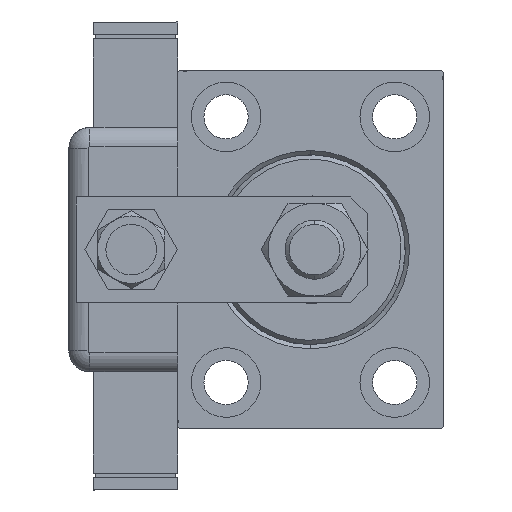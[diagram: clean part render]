
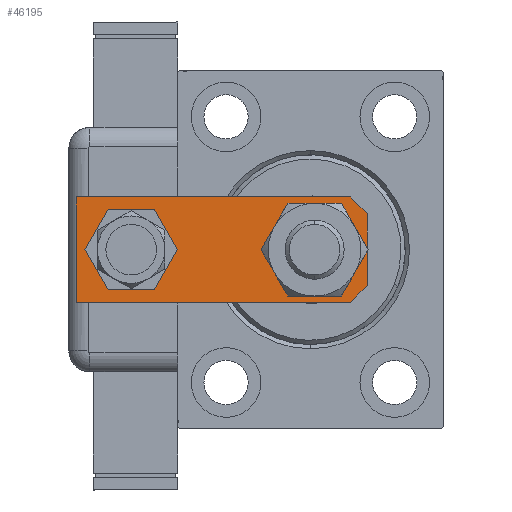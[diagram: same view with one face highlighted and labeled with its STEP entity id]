
A CAD part, left-side view. The second image highlights one B-rep face of the part: STEP entity #46195.
In plain terms, the highlighted face is planar.
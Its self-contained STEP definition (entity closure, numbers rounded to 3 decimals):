
#184 = VECTOR ( 'NONE', #32816, 1000. ) ;
#906 = ORIENTED_EDGE ( 'NONE', *, *, #60189, .T. ) ;
#1449 = DIRECTION ( 'NONE',  ( 1., 0., 0. ) ) ;
#1667 = AXIS2_PLACEMENT_3D ( 'NONE', #32716, #38334, #48035 ) ;
#1763 = DIRECTION ( 'NONE',  ( 0., 0., 1. ) ) ;
#2542 = CARTESIAN_POINT ( 'NONE',  ( 7., 56., 0. ) ) ;
#4389 = LINE ( 'NONE', #18509, #37829 ) ;
#4444 = CIRCLE ( 'NONE', #57518, 7. ) ;
#5565 = CIRCLE ( 'NONE', #31633, 7. ) ;
#7080 = PLANE ( 'NONE',  #12861 ) ;
#8229 = ORIENTED_EDGE ( 'NONE', *, *, #33155, .T. ) ;
#8373 = VERTEX_POINT ( 'NONE', #61691 ) ;
#10558 = CARTESIAN_POINT ( 'NONE',  ( 0., 12.5, 0. ) ) ;
#10821 = LINE ( 'NONE', #29966, #60829 ) ;
#11011 = DIRECTION ( 'NONE',  ( 0., 0., 1. ) ) ;
#11177 = ORIENTED_EDGE ( 'NONE', *, *, #53752, .T. ) ;
#11471 = FACE_BOUND ( 'NONE', #41802, .T. ) ;
#11902 = VERTEX_POINT ( 'NONE', #36594 ) ;
#12049 = CARTESIAN_POINT ( 'NONE',  ( 0., 12.5, 0. ) ) ;
#12252 = VERTEX_POINT ( 'NONE', #24789 ) ;
#12550 = CARTESIAN_POINT ( 'NONE',  ( 12.5, 4., 0. ) ) ;
#12861 = AXIS2_PLACEMENT_3D ( 'NONE', #25594, #1763, #1449 ) ;
#12980 = EDGE_CURVE ( 'NONE', #36871, #57582, #61623, .T. ) ;
#13689 = CARTESIAN_POINT ( 'NONE',  ( 12.5, 69., 0. ) ) ;
#14157 = CARTESIAN_POINT ( 'NONE',  ( -8.5, 0., 0. ) ) ;
#15877 = ORIENTED_EDGE ( 'NONE', *, *, #58526, .F. ) ;
#16131 = DIRECTION ( 'NONE',  ( 1., 0., 0. ) ) ;
#16255 = VERTEX_POINT ( 'NONE', #53150 ) ;
#16703 = AXIS2_PLACEMENT_3D ( 'NONE', #12049, #44659, #16131 ) ;
#18509 = CARTESIAN_POINT ( 'NONE',  ( -8.5, 0., 0. ) ) ;
#18818 = CIRCLE ( 'NONE', #1667, 7. ) ;
#21392 = CARTESIAN_POINT ( 'NONE',  ( -12.5, 69., 0. ) ) ;
#23831 = DIRECTION ( 'NONE',  ( -0.707, 0.707, 0. ) ) ;
#23837 = VERTEX_POINT ( 'NONE', #14157 ) ;
#23967 = LINE ( 'NONE', #46854, #57902 ) ;
#24678 = EDGE_CURVE ( 'NONE', #24888, #11902, #31847, .T. ) ;
#24743 = ORIENTED_EDGE ( 'NONE', *, *, #59292, .T. ) ;
#24789 = CARTESIAN_POINT ( 'NONE',  ( -12.5, 4., 0. ) ) ;
#24888 = VERTEX_POINT ( 'NONE', #12550 ) ;
#25594 = CARTESIAN_POINT ( 'NONE',  ( 0., 0., 0. ) ) ;
#27121 = VECTOR ( 'NONE', #46235, 1000. ) ;
#27193 = EDGE_LOOP ( 'NONE', ( #906, #8229 ) ) ;
#27650 = LINE ( 'NONE', #56766, #27777 ) ;
#27758 = DIRECTION ( 'NONE',  ( 0., -1., 0. ) ) ;
#27777 = VECTOR ( 'NONE', #41760, 1000. ) ;
#29077 = DIRECTION ( 'NONE',  ( 1., 0., 0. ) ) ;
#29966 = CARTESIAN_POINT ( 'NONE',  ( 12.5, 0., 0. ) ) ;
#30150 = DIRECTION ( 'NONE',  ( 1., 0., 0. ) ) ;
#31633 = AXIS2_PLACEMENT_3D ( 'NONE', #39548, #11011, #30150 ) ;
#31847 = LINE ( 'NONE', #51565, #27121 ) ;
#32056 = CARTESIAN_POINT ( 'NONE',  ( 12.5, 69., 0. ) ) ;
#32716 = CARTESIAN_POINT ( 'NONE',  ( 0., 56., 0. ) ) ;
#32816 = DIRECTION ( 'NONE',  ( -1., 0., 0. ) ) ;
#33155 = EDGE_CURVE ( 'NONE', #16255, #61203, #4444, .T. ) ;
#36594 = CARTESIAN_POINT ( 'NONE',  ( 8.5, 0., 0. ) ) ;
#36648 = ORIENTED_EDGE ( 'NONE', *, *, #59542, .T. ) ;
#36871 = VERTEX_POINT ( 'NONE', #32056 ) ;
#37683 = ORIENTED_EDGE ( 'NONE', *, *, #42432, .F. ) ;
#37738 = CIRCLE ( 'NONE', #16703, 7. ) ;
#37758 = ORIENTED_EDGE ( 'NONE', *, *, #12980, .F. ) ;
#37829 = VECTOR ( 'NONE', #23831, 1000. ) ;
#38334 = DIRECTION ( 'NONE',  ( 0., 0., 1. ) ) ;
#39548 = CARTESIAN_POINT ( 'NONE',  ( 0., 56., 0. ) ) ;
#41760 = DIRECTION ( 'NONE',  ( 1., 0., 0. ) ) ;
#41802 = EDGE_LOOP ( 'NONE', ( #24743, #11177 ) ) ;
#42432 = EDGE_CURVE ( 'NONE', #23837, #11902, #27650, .T. ) ;
#44659 = DIRECTION ( 'NONE',  ( 0., 0., 1. ) ) ;
#46195 = ADVANCED_FACE ( 'NONE', ( #49400, #11471, #54101 ), #7080, .F. ) ;
#46235 = DIRECTION ( 'NONE',  ( -0.707, -0.707, 0. ) ) ;
#46854 = CARTESIAN_POINT ( 'NONE',  ( -12.5, 69., 0. ) ) ;
#47868 = ORIENTED_EDGE ( 'NONE', *, *, #24678, .T. ) ;
#48035 = DIRECTION ( 'NONE',  ( 1., 0., 0. ) ) ;
#48877 = ORIENTED_EDGE ( 'NONE', *, *, #49067, .F. ) ;
#49067 = EDGE_CURVE ( 'NONE', #57582, #12252, #23967, .T. ) ;
#49072 = DIRECTION ( 'NONE',  ( 0., 1., 0. ) ) ;
#49400 = FACE_OUTER_BOUND ( 'NONE', #57725, .T. ) ;
#49652 = VERTEX_POINT ( 'NONE', #2542 ) ;
#51565 = CARTESIAN_POINT ( 'NONE',  ( 12.5, 4., 0. ) ) ;
#52757 = CARTESIAN_POINT ( 'NONE',  ( -7., 12.5, 0. ) ) ;
#53150 = CARTESIAN_POINT ( 'NONE',  ( 7., 12.5, 0. ) ) ;
#53752 = EDGE_CURVE ( 'NONE', #49652, #8373, #5565, .T. ) ;
#54101 = FACE_BOUND ( 'NONE', #27193, .T. ) ;
#56766 = CARTESIAN_POINT ( 'NONE',  ( -12.5, 0., 0. ) ) ;
#57518 = AXIS2_PLACEMENT_3D ( 'NONE', #10558, #58516, #29077 ) ;
#57582 = VERTEX_POINT ( 'NONE', #21392 ) ;
#57725 = EDGE_LOOP ( 'NONE', ( #37683, #36648, #48877, #37758, #15877, #47868 ) ) ;
#57902 = VECTOR ( 'NONE', #27758, 1000. ) ;
#58516 = DIRECTION ( 'NONE',  ( 0., 0., 1. ) ) ;
#58526 = EDGE_CURVE ( 'NONE', #24888, #36871, #10821, .T. ) ;
#59292 = EDGE_CURVE ( 'NONE', #8373, #49652, #18818, .T. ) ;
#59542 = EDGE_CURVE ( 'NONE', #23837, #12252, #4389, .T. ) ;
#60189 = EDGE_CURVE ( 'NONE', #61203, #16255, #37738, .T. ) ;
#60829 = VECTOR ( 'NONE', #49072, 1000. ) ;
#61203 = VERTEX_POINT ( 'NONE', #52757 ) ;
#61623 = LINE ( 'NONE', #13689, #184 ) ;
#61691 = CARTESIAN_POINT ( 'NONE',  ( -7., 56., 0. ) ) ;
